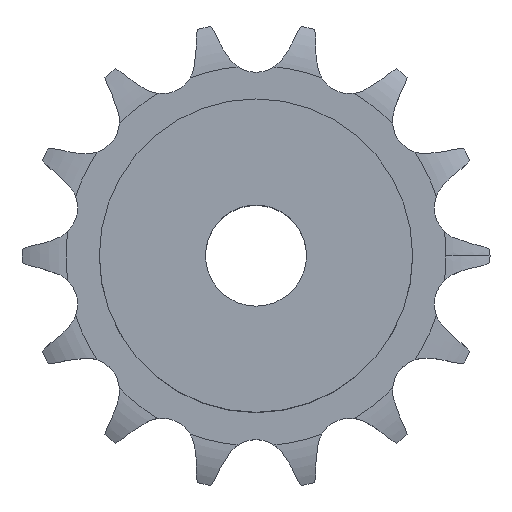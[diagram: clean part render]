
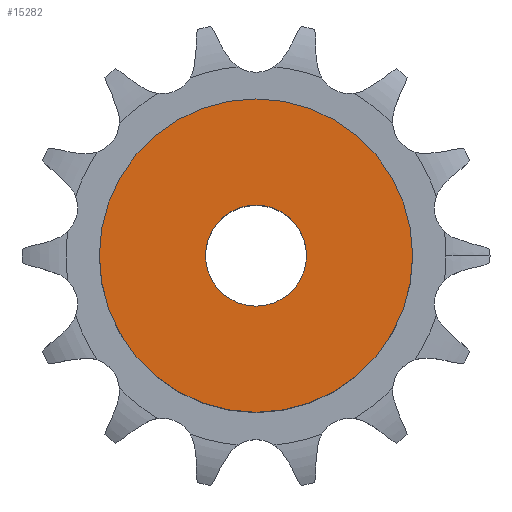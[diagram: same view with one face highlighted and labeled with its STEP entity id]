
A CAD part, top view. The second image highlights one B-rep face of the part: STEP entity #15282.
In plain terms, the highlighted planar face has unit normal (0, 0, 1).
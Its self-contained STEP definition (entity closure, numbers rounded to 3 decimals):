
#2316 = CYLINDRICAL_SURFACE('',#2317,15.5);
#2317 = AXIS2_PLACEMENT_3D('',#2318,#2319,#2320);
#2318 = CARTESIAN_POINT('',(0.,0.,0.));
#2319 = DIRECTION('',(-0.,-0.,-1.));
#2320 = DIRECTION('',(1.,0.,0.));
#9865 = VERTEX_POINT('',#9866);
#9866 = CARTESIAN_POINT('',(15.5,0.,25.));
#9887 = EDGE_CURVE('',#9865,#9865,#9888,.T.);
#9888 = SURFACE_CURVE('',#9889,(#9894,#9901),.PCURVE_S1.);
#9889 = CIRCLE('',#9890,15.5);
#9890 = AXIS2_PLACEMENT_3D('',#9891,#9892,#9893);
#9891 = CARTESIAN_POINT('',(0.,0.,25.));
#9892 = DIRECTION('',(0.,0.,1.));
#9893 = DIRECTION('',(1.,0.,0.));
#9894 = PCURVE('',#2316,#9895);
#9895 = DEFINITIONAL_REPRESENTATION('',(#9896),#9900);
#9896 = LINE('',#9897,#9898);
#9897 = CARTESIAN_POINT('',(-0.,-25.));
#9898 = VECTOR('',#9899,1.);
#9899 = DIRECTION('',(-1.,0.));
#9900 = ( GEOMETRIC_REPRESENTATION_CONTEXT(2) 
PARAMETRIC_REPRESENTATION_CONTEXT() REPRESENTATION_CONTEXT('2D SPACE',''
  ) );
#9901 = PCURVE('',#9902,#9907);
#9902 = PLANE('',#9903);
#9903 = AXIS2_PLACEMENT_3D('',#9904,#9905,#9906);
#9904 = CARTESIAN_POINT('',(0.,0.,25.)
  );
#9905 = DIRECTION('',(0.,0.,1.));
#9906 = DIRECTION('',(1.,0.,0.));
#9907 = DEFINITIONAL_REPRESENTATION('',(#9908),#9912);
#9908 = CIRCLE('',#9909,15.5);
#9909 = AXIS2_PLACEMENT_2D('',#9910,#9911);
#9910 = CARTESIAN_POINT('',(0.,0.));
#9911 = DIRECTION('',(1.,0.));
#9912 = ( GEOMETRIC_REPRESENTATION_CONTEXT(2) 
PARAMETRIC_REPRESENTATION_CONTEXT() REPRESENTATION_CONTEXT('2D SPACE',''
  ) );
#13047 = CYLINDRICAL_SURFACE('',#13048,5.);
#13048 = AXIS2_PLACEMENT_3D('',#13049,#13050,#13051);
#13049 = CARTESIAN_POINT('',(0.,0.,78.478));
#13050 = DIRECTION('',(0.,0.,1.));
#13051 = DIRECTION('',(1.,0.,0.));
#15282 = ADVANCED_FACE('',(#15283,#15286),#9902,.T.);
#15283 = FACE_BOUND('',#15284,.T.);
#15284 = EDGE_LOOP('',(#15285));
#15285 = ORIENTED_EDGE('',*,*,#9887,.T.);
#15286 = FACE_BOUND('',#15287,.T.);
#15287 = EDGE_LOOP('',(#15288));
#15288 = ORIENTED_EDGE('',*,*,#15289,.F.);
#15289 = EDGE_CURVE('',#15290,#15290,#15292,.T.);
#15290 = VERTEX_POINT('',#15291);
#15291 = CARTESIAN_POINT('',(5.,0.,25.));
#15292 = SURFACE_CURVE('',#15293,(#15298,#15305),.PCURVE_S1.);
#15293 = CIRCLE('',#15294,5.);
#15294 = AXIS2_PLACEMENT_3D('',#15295,#15296,#15297);
#15295 = CARTESIAN_POINT('',(0.,0.,25.));
#15296 = DIRECTION('',(0.,0.,1.));
#15297 = DIRECTION('',(1.,0.,0.));
#15298 = PCURVE('',#9902,#15299);
#15299 = DEFINITIONAL_REPRESENTATION('',(#15300),#15304);
#15300 = CIRCLE('',#15301,5.);
#15301 = AXIS2_PLACEMENT_2D('',#15302,#15303);
#15302 = CARTESIAN_POINT('',(0.,0.));
#15303 = DIRECTION('',(1.,0.));
#15304 = ( GEOMETRIC_REPRESENTATION_CONTEXT(2) 
PARAMETRIC_REPRESENTATION_CONTEXT() REPRESENTATION_CONTEXT('2D SPACE',''
  ) );
#15305 = PCURVE('',#13047,#15306);
#15306 = DEFINITIONAL_REPRESENTATION('',(#15307),#15311);
#15307 = LINE('',#15308,#15309);
#15308 = CARTESIAN_POINT('',(0.,-53.478));
#15309 = VECTOR('',#15310,1.);
#15310 = DIRECTION('',(1.,0.));
#15311 = ( GEOMETRIC_REPRESENTATION_CONTEXT(2) 
PARAMETRIC_REPRESENTATION_CONTEXT() REPRESENTATION_CONTEXT('2D SPACE',''
  ) );
